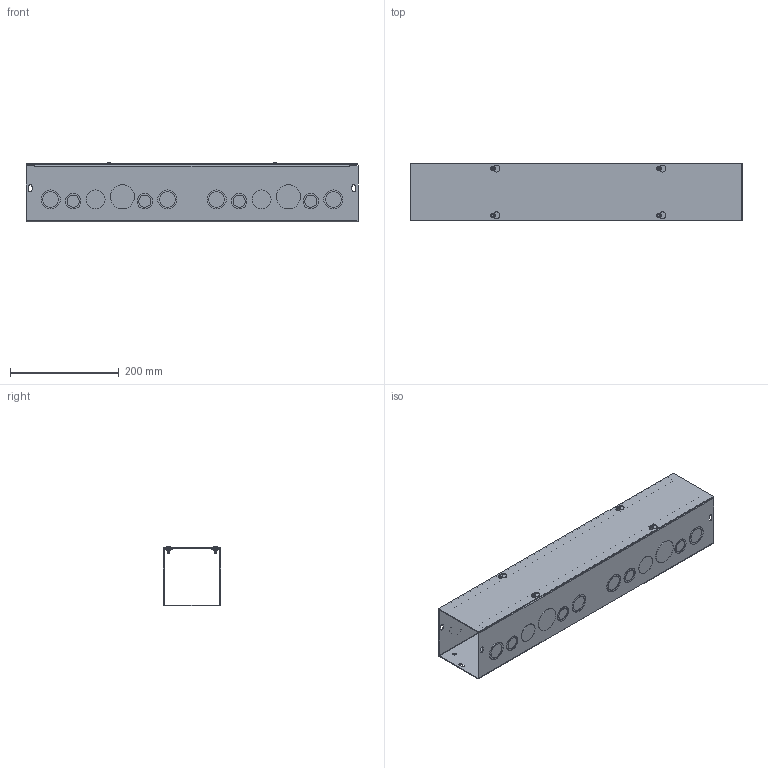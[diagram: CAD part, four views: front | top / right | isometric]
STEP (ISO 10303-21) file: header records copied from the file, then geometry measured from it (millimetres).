
FILE_DESCRIPTION(/* description */ ('WW, S, BLR, GALV, 4X4X24'),/* implementation_level */ '2;1');
FILE_NAME(/* name */ 'S4424G.stp',/* time_stamp */ '2017-06-23T19:56:46+05:00',/* author */ ('vdas'),/* organization */ (''),/* preprocessor_version */ 'ST-DEVELOPER v16.1',/* originating_system */ 'Autodesk Inventor 2016',/* authorisation */ '');
FILE_SCHEMA (('AUTOMOTIVE_DESIGN { 1 0 10303 214 3 1 1 }'));
Length unit declared in the file: inch
Products named in the file (4): S4424GBLR; S4424GLID; 372141; S4424G
Assembly tree (6 placements, depth 2):
  S4424G
    S4424GBLR
    S4424GLID
    372141  x4
Bounding box: 609.6 x 106.35 x 109.79 mm (x, y, z)
Volume: 439529.1 mm3; surface area: 548757.1 mm2
Topology: 6 solids, 6 shells, 508 faces, 1148 edges, 696 vertices
Faces by surface type: plane 212, cylinder 124, cone 108, torus 56, bspline 8
Full cylindrical faces by diameter (mm): 4.089 x4, 4.595 x32, 6.35 x4, 7.938 x4, 22.225 x8, 28.575 x16, 34.925 x12, 44.45 x4
Entity records: 7826 total; most frequent: CARTESIAN_POINT 1555, DIRECTION 1290, ORIENTED_EDGE 1048, EDGE_CURVE 524, AXIS2_PLACEMENT_3D 521, EDGE_LOOP 446, VERTEX_POINT 382, FACE_OUTER_BOUND 279
